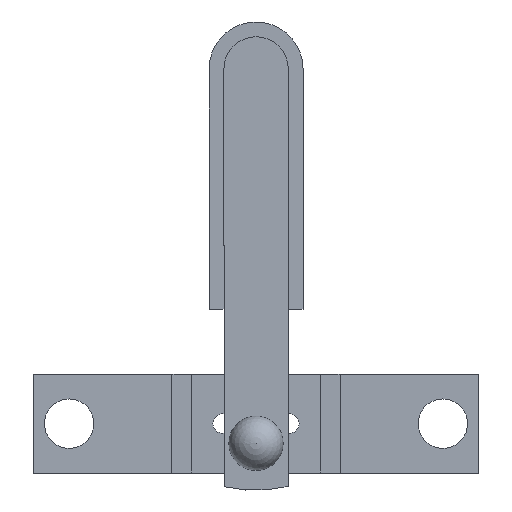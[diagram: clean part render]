
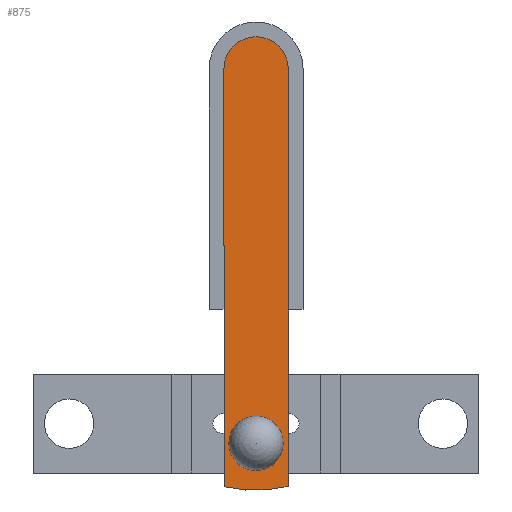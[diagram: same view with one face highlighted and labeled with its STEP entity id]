
A CAD part, top view. The second image highlights one B-rep face of the part: STEP entity #875.
In plain terms, the highlighted planar face has unit normal (0, 0, 1).
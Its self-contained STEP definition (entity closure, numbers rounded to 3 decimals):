
#16=B_SPLINE_CURVE_WITH_KNOTS('',3,(#1367,#1368,#1369,#1370,#1371,#1372,
#1373),.UNSPECIFIED.,.F.,.F.,(4,3,4),(-0.702,-0.507,
-0.311),.UNSPECIFIED.);
#47=CIRCLE('',#946,3.251);
#48=CIRCLE('',#947,3.25);
#49=CIRCLE('',#948,2.75);
#67=FACE_BOUND('',#158,.T.);
#100=FACE_OUTER_BOUND('',#157,.T.);
#157=EDGE_LOOP('',(#731,#732,#733,#734,#735));
#158=EDGE_LOOP('',(#736));
#249=LINE('',#1365,#342);
#250=LINE('',#1375,#343);
#342=VECTOR('',#1128,10.);
#343=VECTOR('',#1129,10.);
#415=VERTEX_POINT('',#1363);
#416=VERTEX_POINT('',#1364);
#417=VERTEX_POINT('',#1366);
#418=VERTEX_POINT('',#1374);
#419=VERTEX_POINT('',#1376);
#420=VERTEX_POINT('',#1379);
#525=EDGE_CURVE('',#415,#416,#249,.F.);
#526=EDGE_CURVE('',#416,#417,#16,.F.);
#527=EDGE_CURVE('',#417,#418,#250,.F.);
#528=EDGE_CURVE('',#418,#419,#47,.F.);
#529=EDGE_CURVE('',#419,#415,#48,.F.);
#530=EDGE_CURVE('',#420,#420,#49,.T.);
#731=ORIENTED_EDGE('',*,*,#525,.T.);
#732=ORIENTED_EDGE('',*,*,#526,.T.);
#733=ORIENTED_EDGE('',*,*,#527,.T.);
#734=ORIENTED_EDGE('',*,*,#528,.T.);
#735=ORIENTED_EDGE('',*,*,#529,.T.);
#736=ORIENTED_EDGE('',*,*,#530,.T.);
#835=PLANE('',#945);
#875=ADVANCED_FACE('',(#100,#67),#835,.F.);
#945=AXIS2_PLACEMENT_3D('',#1362,#1126,#1127);
#946=AXIS2_PLACEMENT_3D('',#1377,#1130,#1131);
#947=AXIS2_PLACEMENT_3D('',#1378,#1132,#1133);
#948=AXIS2_PLACEMENT_3D('',#1380,#1134,#1135);
#1126=DIRECTION('center_axis',(0.,0.,-1.));
#1127=DIRECTION('ref_axis',(-1.,0.,0.));
#1128=DIRECTION('',(0.,1.,0.));
#1129=DIRECTION('',(0.,-1.,0.));
#1130=DIRECTION('center_axis',(0.,0.,-1.));
#1131=DIRECTION('ref_axis',(1.,0.,0.));
#1132=DIRECTION('center_axis',(0.,0.,-1.));
#1133=DIRECTION('ref_axis',(0.,1.,0.));
#1134=DIRECTION('center_axis',(0.,0.,-1.));
#1135=DIRECTION('ref_axis',(1.,0.,0.));
#1362=CARTESIAN_POINT('Origin',(0.,-2.,7.));
#1363=CARTESIAN_POINT('',(-3.245,35.869,7.));
#1364=CARTESIAN_POINT('',(-3.225,-6.39,7.));
#1365=CARTESIAN_POINT('',(-3.241,27.893,7.));
#1366=CARTESIAN_POINT('',(3.253,-6.346,7.));
#1367=CARTESIAN_POINT('Ctrl Pts',(3.248,-6.346,7.));
#1368=CARTESIAN_POINT('Ctrl Pts',(2.226,-6.591,7.));
#1369=CARTESIAN_POINT('Ctrl Pts',(1.148,-6.742,7.));
#1370=CARTESIAN_POINT('Ctrl Pts',(0.039,-6.753,
7.));
#1371=CARTESIAN_POINT('Ctrl Pts',(-1.072,-6.764,7.));
#1372=CARTESIAN_POINT('Ctrl Pts',(-2.175,-6.629,7.));
#1373=CARTESIAN_POINT('Ctrl Pts',(-3.219,-6.389,7.));
#1374=CARTESIAN_POINT('',(3.256,35.869,7.));
#1375=CARTESIAN_POINT('',(3.254,9.834,7.));
#1376=CARTESIAN_POINT('',(0.005,39.12,7.));
#1377=CARTESIAN_POINT('Origin',(0.005,35.869,7.));
#1378=CARTESIAN_POINT('Origin',(0.005,35.869,7.));
#1379=CARTESIAN_POINT('',(-2.75,-2.,7.));
#1380=CARTESIAN_POINT('Origin',(0.,-2.,7.));
